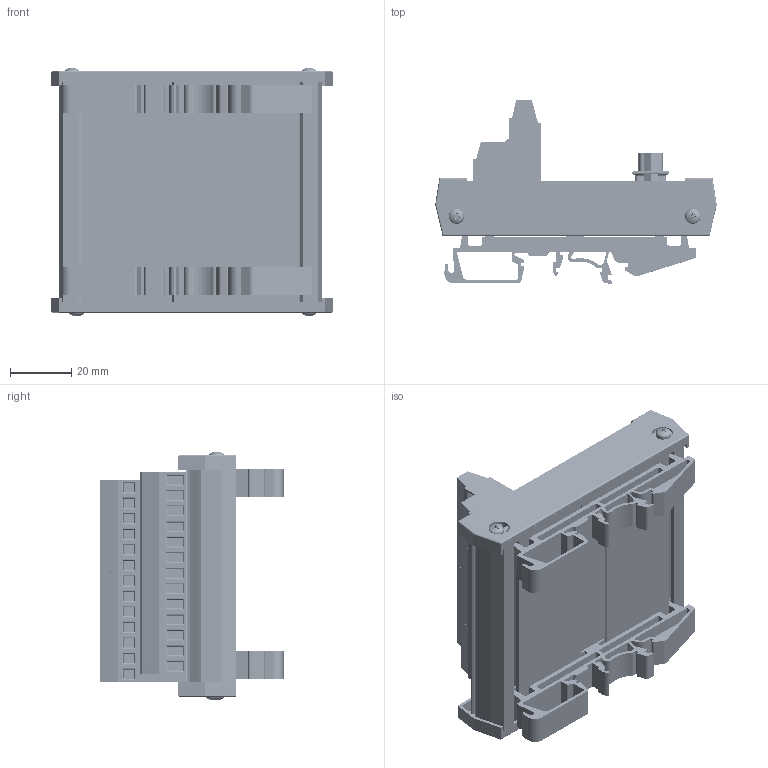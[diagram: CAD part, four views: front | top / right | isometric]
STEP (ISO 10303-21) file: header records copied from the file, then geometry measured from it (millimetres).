
FILE_DESCRIPTION((''),'2;1');
FILE_NAME('25 Sub D F.stp','2013-01-18T16:35:49',('roland'),(''),'Autodesk Inventor 2013','Autodesk Inventor 2013','');
FILE_SCHEMA(('CONFIG_CONTROL_DESIGN'));
Length unit declared in the file: millimetre
Products named in the file (11): 25 Sub D Female; 25 CASE; 25 BASE PLATE F; BASE LEGS; BASE SIDE; BS EN ISO 7045 Z - Metric M2.5 x 10 - 4.8 - Z; 25 Subminiature Connector female; 3 GREEN; 2 GREEN; NUMBER PLATE; NUMBER PLATE 2
Assembly tree (18 placements, depth 2):
  25 Sub D Female
    25 CASE
    25 BASE PLATE F
    BASE LEGS  x2
    BASE SIDE  x2
    BS EN ISO 7045 Z - Metric M2.5 x 10 - 4.8 - Z  x4
    25 Subminiature Connector female
    3 GREEN  x3
    2 GREEN  x2
    NUMBER PLATE
    NUMBER PLATE 2
Bounding box: 92.03 x 59.91 x 81.13 mm (x, y, z)
Volume: 75878 mm3; surface area: 83838.3 mm2
Topology: 18 solids, 20 shells, 3818 faces, 9383 edges, 6177 vertices
Faces by surface type: plane 2157, cylinder 962, bspline 546, cone 68, torus 45, sphere 40
Full cylindrical faces by diameter (mm): 0.5 x25, 0.7 x50, 1 x125, 1.25 x26, 2.1 x250, 2.256 x4, 2.4 x4, 2.5 x30, 2.57 x52, 3 x2, 3.063 x2, 3.2 x4, 4 x26, 6.4 x4, 7 x4, 9 x4
Entity records: 92824 total; most frequent: CARTESIAN_POINT 22770, ORIENTED_EDGE 13918, DIRECTION 12653, EDGE_CURVE 6959, VERTEX_POINT 4995, EDGE_LOOP 4694, VECTOR 4219, LINE 4219
